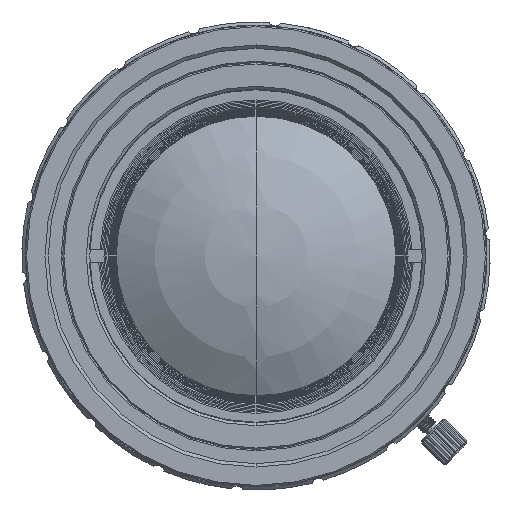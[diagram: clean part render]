
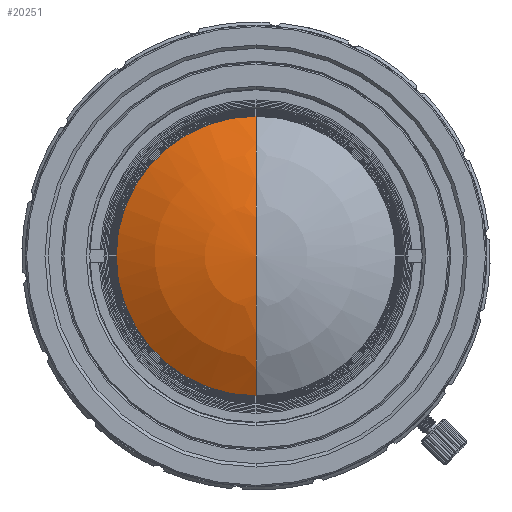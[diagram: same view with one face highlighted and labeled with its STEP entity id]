
A CAD part, left-side view. The second image highlights one B-rep face of the part: STEP entity #20251.
In plain terms, the highlighted spherical face has radius 40.45 mm.
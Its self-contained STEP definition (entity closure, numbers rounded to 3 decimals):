
#20132=CARTESIAN_POINT('',(347.45,0.,0.));
#20133=DIRECTION('',(0.,-1.,0.));
#20134=DIRECTION('',(-1.,0.,0.));
#20135=AXIS2_PLACEMENT_3D('',#20132,#20133,#20134);
#20137=CARTESIAN_POINT('',(313.313,0.,0.));
#20138=DIRECTION('',(1.,0.,0.));
#20139=DIRECTION('',(0.,0.,-1.));
#20140=AXIS2_PLACEMENT_3D('',#20137,#20138,#20139);
#20142=CARTESIAN_POINT('',(347.45,0.,0.));
#20143=DIRECTION('',(0.,1.,0.));
#20144=DIRECTION('',(-1.,0.,0.));
#20145=AXIS2_PLACEMENT_3D('',#20142,#20143,#20144);
#20216=CARTESIAN_POINT('',(307.,0.,0.));
#20217=CARTESIAN_POINT('',(313.313,0.,-21.7));
#20218=VERTEX_POINT('',#20216);
#20219=VERTEX_POINT('',#20217);
#20220=CARTESIAN_POINT('',(313.313,0.,21.7));
#20221=VERTEX_POINT('',#20220);
#20238=CARTESIAN_POINT('',(347.45,0.,0.));
#20239=DIRECTION('',(-1.,0.,0.));
#20240=DIRECTION('',(0.,0.,-1.));
#20241=AXIS2_PLACEMENT_3D('',#20238,#20239,#20240);
#20242=SPHERICAL_SURFACE('',#20241,40.45);
#20244=ORIENTED_EDGE('',*,*,#20243,.T.);
#20246=ORIENTED_EDGE('',*,*,#20245,.T.);
#20248=ORIENTED_EDGE('',*,*,#20247,.F.);
#20249=EDGE_LOOP('',(#20244,#20246,#20248));
#20250=FACE_OUTER_BOUND('',#20249,.F.);
#20136=CIRCLE('',#20135,40.45);
#20141=CIRCLE('',#20140,21.7);
#20146=CIRCLE('',#20145,40.45);
#20243=EDGE_CURVE('',#20218,#20219,#20136,.T.);
#20245=EDGE_CURVE('',#20219,#20221,#20141,.T.);
#20247=EDGE_CURVE('',#20218,#20221,#20146,.T.);
#20251=ADVANCED_FACE('',(#20250),#20242,.T.);
